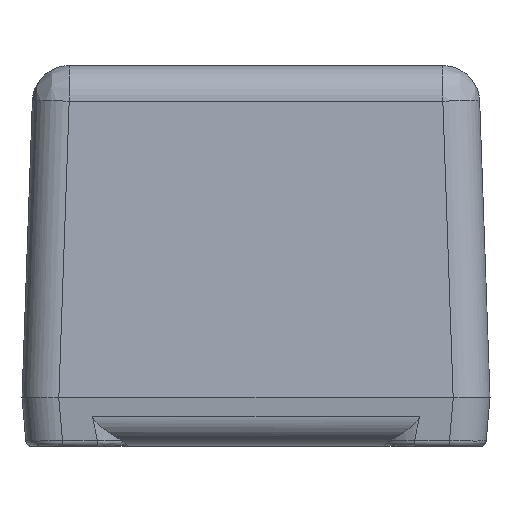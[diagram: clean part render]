
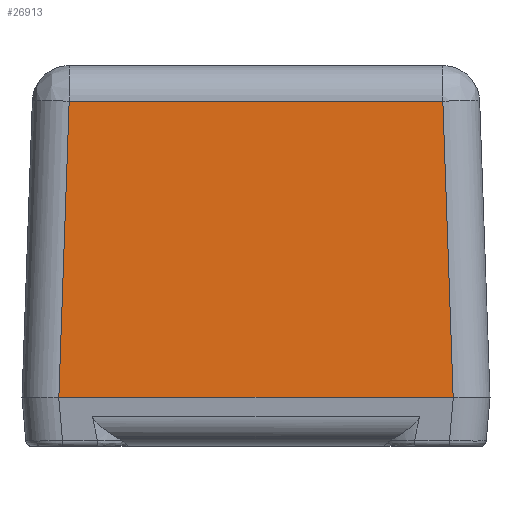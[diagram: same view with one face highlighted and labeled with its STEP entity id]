
A CAD part, front view. The second image highlights one B-rep face of the part: STEP entity #26913.
In plain terms, the highlighted planar face has unit normal (0, -0.999, 0.035).
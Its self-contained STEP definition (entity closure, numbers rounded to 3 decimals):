
#1273 = DIRECTION ( 'NONE',  ( 0.035, -0.035, -0.999 ) ) ;
#1668 = PLANE ( 'NONE',  #27009 ) ;
#2525 = DIRECTION ( 'NONE',  ( -1., 0., 0. ) ) ;
#3691 = LINE ( 'NONE', #14014, #30082 ) ;
#4194 = DIRECTION ( 'NONE',  ( 0., -0.035, -0.999 ) ) ;
#7022 = LINE ( 'NONE', #16380, #21375 ) ;
#9106 = CARTESIAN_POINT ( 'NONE',  ( 0., -46.1, 0. ) ) ;
#10051 = EDGE_CURVE ( 'NONE', #24231, #27017, #20372, .T. ) ;
#10107 = CARTESIAN_POINT ( 'NONE',  ( 15.21, -45.258, 24.105 ) ) ;
#12283 = VERTEX_POINT ( 'NONE', #10107 ) ;
#12821 = VECTOR ( 'NONE', #26964, 1000. ) ;
#14014 = CARTESIAN_POINT ( 'NONE',  ( 16.051, -46.099, 0.024 ) ) ;
#14293 = FACE_OUTER_BOUND ( 'NONE', #29191, .T. ) ;
#15047 = CARTESIAN_POINT ( 'NONE',  ( -16.052, -46.1, 0. ) ) ;
#16380 = CARTESIAN_POINT ( 'NONE',  ( -15.21, -45.258, 24.105 ) ) ;
#16982 = VERTEX_POINT ( 'NONE', #32493 ) ;
#17804 = CARTESIAN_POINT ( 'NONE',  ( 16.103, -45.258, 24.105 ) ) ;
#18634 = ORIENTED_EDGE ( 'NONE', *, *, #28202, .T. ) ;
#19474 = DIRECTION ( 'NONE',  ( 0., -0.999, 0.035 ) ) ;
#19928 = CARTESIAN_POINT ( 'NONE',  ( 16.052, -46.1, 0. ) ) ;
#20372 = LINE ( 'NONE', #9106, #12821 ) ;
#21375 = VECTOR ( 'NONE', #31673, 1000. ) ;
#24231 = VERTEX_POINT ( 'NONE', #15047 ) ;
#24265 = EDGE_CURVE ( 'NONE', #12283, #16982, #27981, .T. ) ;
#24753 = ORIENTED_EDGE ( 'NONE', *, *, #32166, .F. ) ;
#26913 = ADVANCED_FACE ( 'NONE', ( #14293 ), #1668, .T. ) ;
#26964 = DIRECTION ( 'NONE',  ( 1., 0., 0. ) ) ;
#27009 = AXIS2_PLACEMENT_3D ( 'NONE', #27130, #19474, #4194 ) ;
#27017 = VERTEX_POINT ( 'NONE', #19928 ) ;
#27130 = CARTESIAN_POINT ( 'NONE',  ( 16.103, -46.1, 0. ) ) ;
#27981 = LINE ( 'NONE', #17804, #29576 ) ;
#28202 = EDGE_CURVE ( 'NONE', #16982, #24231, #7022, .T. ) ;
#28617 = ORIENTED_EDGE ( 'NONE', *, *, #24265, .T. ) ;
#29191 = EDGE_LOOP ( 'NONE', ( #29685, #24753, #28617, #18634 ) ) ;
#29576 = VECTOR ( 'NONE', #2525, 1000. ) ;
#29685 = ORIENTED_EDGE ( 'NONE', *, *, #10051, .T. ) ;
#30082 = VECTOR ( 'NONE', #1273, 1000. ) ;
#31673 = DIRECTION ( 'NONE',  ( -0.035, -0.035, -0.999 ) ) ;
#32166 = EDGE_CURVE ( 'NONE', #12283, #27017, #3691, .T. ) ;
#32493 = CARTESIAN_POINT ( 'NONE',  ( -15.21, -45.258, 24.105 ) ) ;
